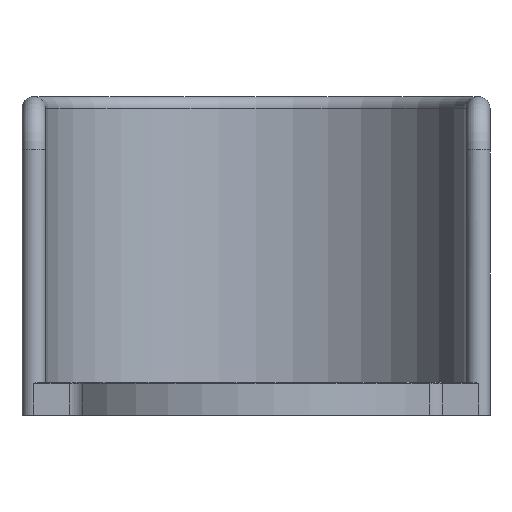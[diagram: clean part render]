
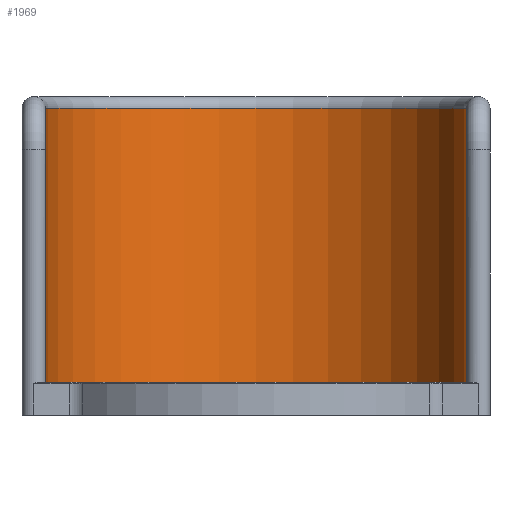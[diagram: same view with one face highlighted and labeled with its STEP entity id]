
A CAD part, front view. The second image highlights one B-rep face of the part: STEP entity #1969.
In plain terms, the highlighted cylindrical face has radius 31.75 mm (diameter 63.5 mm), a partial arc.
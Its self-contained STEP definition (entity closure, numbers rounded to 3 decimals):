
#306=CARTESIAN_POINT('',(0.,0.,5.));
#307=DIRECTION('',(0.,0.,1.));
#308=DIRECTION('',(1.,0.,0.));
#309=AXIS2_PLACEMENT_3D('',#306,#307,#308);
#456=DIRECTION('',(0.,0.,1.));
#457=VECTOR('',#456,41.25);
#458=CARTESIAN_POINT('',(31.75,0.,5.));
#459=LINE('',#458,#457);
#469=CARTESIAN_POINT('',(0.,0.,46.25));
#470=DIRECTION('',(0.,0.,-1.));
#471=DIRECTION('',(-1.,0.,0.));
#472=AXIS2_PLACEMENT_3D('',#469,#470,#471);
#474=DIRECTION('',(0.,0.,1.));
#475=VECTOR('',#474,41.25);
#476=CARTESIAN_POINT('',(-31.75,0.,5.));
#477=LINE('',#476,#475);
#1148=CARTESIAN_POINT('',(31.75,0.,5.));
#1149=CARTESIAN_POINT('',(-31.75,0.,5.));
#1150=VERTEX_POINT('',#1148);
#1151=VERTEX_POINT('',#1149);
#1162=CARTESIAN_POINT('',(31.75,0.,46.25));
#1163=VERTEX_POINT('',#1162);
#1164=CARTESIAN_POINT('',(-31.75,0.,46.25));
#1165=VERTEX_POINT('',#1164);
#1956=CARTESIAN_POINT('',(0.,0.,5.));
#1957=DIRECTION('',(0.,0.,1.));
#1958=DIRECTION('',(1.,0.,0.));
#1959=AXIS2_PLACEMENT_3D('',#1956,#1957,#1958);
#1960=CYLINDRICAL_SURFACE('',#1959,31.75);
#1962=ORIENTED_EDGE('',*,*,#1961,.T.);
#1963=ORIENTED_EDGE('',*,*,#1948,.F.);
#1964=ORIENTED_EDGE('',*,*,#1771,.T.);
#1966=ORIENTED_EDGE('',*,*,#1965,.T.);
#1967=EDGE_LOOP('',(#1962,#1963,#1964,#1966));
#1968=FACE_OUTER_BOUND('',#1967,.F.);
#1969=ADVANCED_FACE('',(#1968),#1960,.F.);
#310=CIRCLE('',#309,31.75);
#473=CIRCLE('',#472,31.75);
#1771=EDGE_CURVE('',#1150,#1151,#310,.T.);
#1948=EDGE_CURVE('',#1150,#1163,#459,.T.);
#1961=EDGE_CURVE('',#1165,#1163,#473,.T.);
#1965=EDGE_CURVE('',#1151,#1165,#477,.T.);
